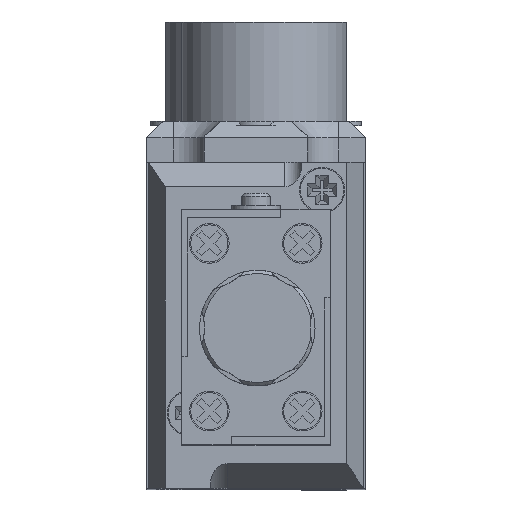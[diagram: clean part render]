
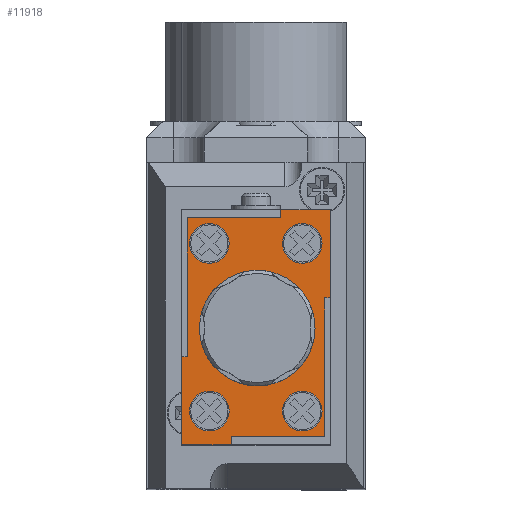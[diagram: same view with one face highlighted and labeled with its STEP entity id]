
A CAD part, top view. The second image highlights one B-rep face of the part: STEP entity #11918.
In plain terms, the highlighted planar face has unit normal (0, 0, 1).
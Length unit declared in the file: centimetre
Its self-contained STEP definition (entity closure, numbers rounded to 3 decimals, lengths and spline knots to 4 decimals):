
#293=PLANE($,#12792);
#1023=LINE($,#19765,#2163);
#1024=LINE($,#19767,#2164);
#1025=LINE($,#19769,#2165);
#1026=LINE($,#19771,#2166);
#1027=LINE($,#19773,#2167);
#1028=LINE($,#19775,#2168);
#1029=LINE($,#19777,#2169);
#1030=LINE($,#19779,#2170);
#1031=LINE($,#19781,#2171);
#1032=LINE($,#19783,#2172);
#1033=LINE($,#19785,#2173);
#1034=LINE($,#19786,#2174);
#2163=VECTOR($,#14653,0.6);
#2164=VECTOR($,#14654,0.1);
#2165=VECTOR($,#14655,1.13);
#2166=VECTOR($,#14656,1.68);
#2167=VECTOR($,#14657,0.07);
#2168=VECTOR($,#14658,1.07);
#2169=VECTOR($,#14659,0.6);
#2170=VECTOR($,#14660,0.1);
#2171=VECTOR($,#14661,1.13);
#2172=VECTOR($,#14662,1.68);
#2173=VECTOR($,#14663,0.07);
#2174=VECTOR($,#14664,1.07);
#3264=FACE_BOUND($,#4358,.T.);
#3265=FACE_BOUND($,#4359,.T.);
#3266=FACE_BOUND($,#4360,.T.);
#3267=FACE_BOUND($,#4361,.T.);
#3612=FACE_OUTER_BOUND($,#4357,.T.);
#4357=EDGE_LOOP($,(#9475,#9476,#9477,#9478,#9479,#9480,#9481,#9482,#9483,
#9484,#9485,#9486));
#4358=EDGE_LOOP($,(#9487));
#4359=EDGE_LOOP($,(#9488));
#4360=EDGE_LOOP($,(#9489));
#4361=EDGE_LOOP($,(#9490));
#5044=CIRCLE($,#12770,0.24);
#5048=CIRCLE($,#12776,0.24);
#5052=CIRCLE($,#12782,0.24);
#5056=CIRCLE($,#12788,0.24);
#5712=VERTEX_POINT($,#19725);
#5716=VERTEX_POINT($,#19735);
#5720=VERTEX_POINT($,#19745);
#5724=VERTEX_POINT($,#19755);
#5727=VERTEX_POINT($,#19763);
#5728=VERTEX_POINT($,#19764);
#5729=VERTEX_POINT($,#19766);
#5730=VERTEX_POINT($,#19768);
#5731=VERTEX_POINT($,#19770);
#5732=VERTEX_POINT($,#19772);
#5733=VERTEX_POINT($,#19774);
#5734=VERTEX_POINT($,#19776);
#5735=VERTEX_POINT($,#19778);
#5736=VERTEX_POINT($,#19780);
#5737=VERTEX_POINT($,#19782);
#5738=VERTEX_POINT($,#19784);
#7110=EDGE_CURVE($,#5712,#5712,#5044,.T.);
#7114=EDGE_CURVE($,#5716,#5716,#5048,.T.);
#7118=EDGE_CURVE($,#5720,#5720,#5052,.T.);
#7122=EDGE_CURVE($,#5724,#5724,#5056,.T.);
#7125=EDGE_CURVE($,#5727,#5728,#1023,.T.);
#7126=EDGE_CURVE($,#5728,#5729,#1024,.T.);
#7127=EDGE_CURVE($,#5729,#5730,#1025,.T.);
#7128=EDGE_CURVE($,#5730,#5731,#1026,.T.);
#7129=EDGE_CURVE($,#5731,#5732,#1027,.T.);
#7130=EDGE_CURVE($,#5732,#5733,#1028,.T.);
#7131=EDGE_CURVE($,#5733,#5734,#1029,.T.);
#7132=EDGE_CURVE($,#5734,#5735,#1030,.T.);
#7133=EDGE_CURVE($,#5735,#5736,#1031,.T.);
#7134=EDGE_CURVE($,#5736,#5737,#1032,.T.);
#7135=EDGE_CURVE($,#5737,#5738,#1033,.T.);
#7136=EDGE_CURVE($,#5738,#5727,#1034,.T.);
#9475=ORIENTED_EDGE($,*,*,#7125,.T.);
#9476=ORIENTED_EDGE($,*,*,#7126,.T.);
#9477=ORIENTED_EDGE($,*,*,#7127,.T.);
#9478=ORIENTED_EDGE($,*,*,#7128,.T.);
#9479=ORIENTED_EDGE($,*,*,#7129,.T.);
#9480=ORIENTED_EDGE($,*,*,#7130,.T.);
#9481=ORIENTED_EDGE($,*,*,#7131,.T.);
#9482=ORIENTED_EDGE($,*,*,#7132,.T.);
#9483=ORIENTED_EDGE($,*,*,#7133,.T.);
#9484=ORIENTED_EDGE($,*,*,#7134,.T.);
#9485=ORIENTED_EDGE($,*,*,#7135,.T.);
#9486=ORIENTED_EDGE($,*,*,#7136,.T.);
#9487=ORIENTED_EDGE($,*,*,#7122,.F.);
#9488=ORIENTED_EDGE($,*,*,#7110,.T.);
#9489=ORIENTED_EDGE($,*,*,#7114,.T.);
#9490=ORIENTED_EDGE($,*,*,#7118,.F.);
#11918=ADVANCED_FACE($,(#3612,#3264,#3265,#3266,#3267),#293,.F.);
#12770=AXIS2_PLACEMENT_3D($,#19726,#14607,#14608);
#12776=AXIS2_PLACEMENT_3D($,#19736,#14619,#14620);
#12782=AXIS2_PLACEMENT_3D($,#19746,#14631,#14632);
#12788=AXIS2_PLACEMENT_3D($,#19756,#14643,#14644);
#12792=AXIS2_PLACEMENT_3D($,#19762,#14651,#14652);
#14607=DIRECTION('center_axis',(0.,0.,
-1.));
#14608=DIRECTION('ref_axis',(1.,0.,0.));
#14619=DIRECTION('center_axis',(0.,0.,
-1.));
#14620=DIRECTION('ref_axis',(1.,0.,0.));
#14631=DIRECTION('center_axis',(0.,0.,
1.));
#14632=DIRECTION('ref_axis',(1.,0.,0.));
#14643=DIRECTION('center_axis',(0.,0.,
1.));
#14644=DIRECTION('ref_axis',(1.,0.,0.));
#14651=DIRECTION('center_axis',(0.,0.,
-1.));
#14652=DIRECTION('ref_axis',(-1.,0.,0.));
#14653=DIRECTION($,(-1.,0.,0.));
#14654=DIRECTION($,(0.,-1.,0.));
#14655=DIRECTION($,(-1.,0.,0.));
#14656=DIRECTION($,(0.,-1.,0.));
#14657=DIRECTION($,(-1.,0.,0.));
#14658=DIRECTION($,(0.,-1.,0.));
#14659=DIRECTION($,(1.,0.,0.));
#14660=DIRECTION($,(0.,1.,0.));
#14661=DIRECTION($,(1.,0.,0.));
#14662=DIRECTION($,(0.,1.,0.));
#14663=DIRECTION($,(1.,0.,0.));
#14664=DIRECTION($,(0.,1.,0.));
#19725=CARTESIAN_POINT('',(-0.6068,-0.8862,6.2));
#19726=CARTESIAN_POINT('Origin',(-0.8468,-0.8862,
6.2));
#19735=CARTESIAN_POINT('',(0.5182,-0.8862,6.2));
#19736=CARTESIAN_POINT('Origin',(0.2782,-0.8862,6.2));
#19745=CARTESIAN_POINT('',(0.5182,1.1438,6.2));
#19746=CARTESIAN_POINT('Origin',(0.2782,1.1438,6.2));
#19755=CARTESIAN_POINT('',(-0.6068,1.1438,6.2));
#19756=CARTESIAN_POINT('Origin',(-0.8468,1.1438,6.2));
#19762=CARTESIAN_POINT('Origin',(0.6182,1.5538,6.2));
#19763=CARTESIAN_POINT('',(0.6182,1.5538,6.2));
#19764=CARTESIAN_POINT('',(0.0182,1.5538,6.2));
#19765=CARTESIAN_POINT($,(0.0182,1.5538,6.2));
#19766=CARTESIAN_POINT('',(0.0182,1.4538,6.2));
#19767=CARTESIAN_POINT($,(0.0182,1.4538,6.2));
#19768=CARTESIAN_POINT('',(-1.1118,1.4538,6.2));
#19769=CARTESIAN_POINT($,(-1.1118,1.4538,6.2));
#19770=CARTESIAN_POINT('',(-1.1118,-0.2262,6.2));
#19771=CARTESIAN_POINT($,(-1.1118,-0.2262,6.2));
#19772=CARTESIAN_POINT('',(-1.1818,-0.2262,6.2));
#19773=CARTESIAN_POINT($,(-1.1818,-0.2262,6.2));
#19774=CARTESIAN_POINT('',(-1.1818,-1.2962,6.2));
#19775=CARTESIAN_POINT($,(-1.1818,-1.2962,6.2));
#19776=CARTESIAN_POINT('',(-0.5818,-1.2962,6.2));
#19777=CARTESIAN_POINT($,(-0.5818,-1.2962,6.2));
#19778=CARTESIAN_POINT('',(-0.5818,-1.1962,6.2));
#19779=CARTESIAN_POINT($,(-0.5818,-1.1962,6.2));
#19780=CARTESIAN_POINT('',(0.5482,-1.1962,6.2));
#19781=CARTESIAN_POINT($,(0.5482,-1.1962,6.2));
#19782=CARTESIAN_POINT('',(0.5482,0.4838,6.2));
#19783=CARTESIAN_POINT($,(0.5482,0.4838,6.2));
#19784=CARTESIAN_POINT('',(0.6182,0.4838,6.2));
#19785=CARTESIAN_POINT($,(0.6182,0.4838,6.2));
#19786=CARTESIAN_POINT($,(0.6182,1.5538,6.2));
